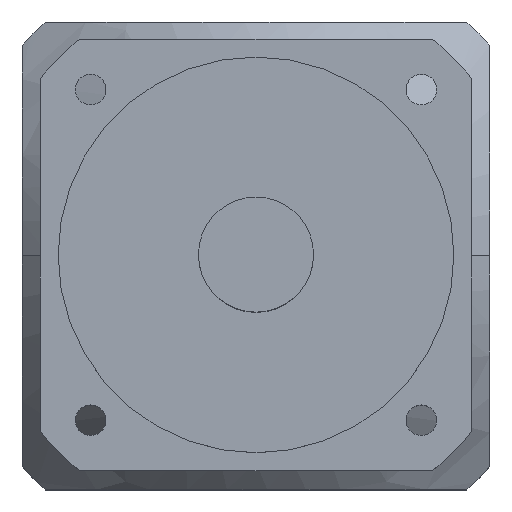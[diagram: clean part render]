
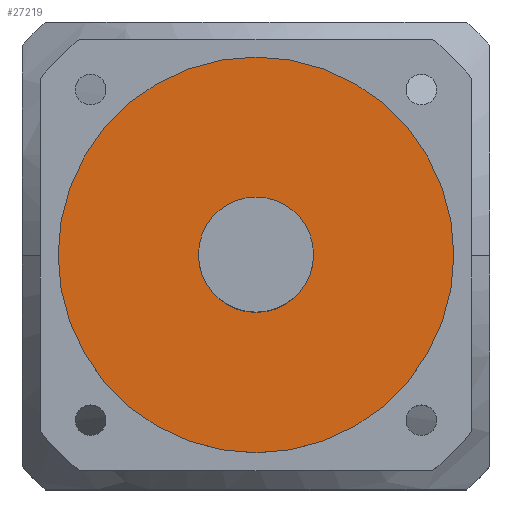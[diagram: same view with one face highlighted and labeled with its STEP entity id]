
A CAD part, top view. The second image highlights one B-rep face of the part: STEP entity #27219.
In plain terms, the highlighted planar face has unit normal (0, 0, 1).
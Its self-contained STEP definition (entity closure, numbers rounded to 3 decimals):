
#1425 = DIRECTION ( 'NONE',  ( 1., 0., 0. ) ) ;
#2677 = CIRCLE ( 'NONE', #19404, 55. ) ;
#3339 = DIRECTION ( 'NONE',  ( 0., 0., 1. ) ) ;
#3445 = AXIS2_PLACEMENT_3D ( 'NONE', #8000, #3339, #12786 ) ;
#4461 = DIRECTION ( 'NONE',  ( 0., 0., 1. ) ) ;
#4587 = AXIS2_PLACEMENT_3D ( 'NONE', #13816, #29548, #25333 ) ;
#5203 = EDGE_CURVE ( 'NONE', #28715, #23906, #16843, .T. ) ;
#5897 = ORIENTED_EDGE ( 'NONE', *, *, #5203, .F. ) ;
#5982 = VERTEX_POINT ( 'NONE', #18293 ) ;
#6071 = DIRECTION ( 'NONE',  ( 1., 0., 0. ) ) ;
#7161 = CARTESIAN_POINT ( 'NONE',  ( 0., 0., 199.2 ) ) ;
#7716 = EDGE_LOOP ( 'NONE', ( #5897, #21859 ) ) ;
#8000 = CARTESIAN_POINT ( 'NONE',  ( 0., 0., 199.2 ) ) ;
#8022 = FACE_OUTER_BOUND ( 'NONE', #23518, .T. ) ;
#10414 = PLANE ( 'NONE',  #25710 ) ;
#10437 = EDGE_CURVE ( 'NONE', #14628, #5982, #19230, .T. ) ;
#12669 = CARTESIAN_POINT ( 'NONE',  ( 0., 0., 199.2 ) ) ;
#12786 = DIRECTION ( 'NONE',  ( 1., 0., 0. ) ) ;
#13816 = CARTESIAN_POINT ( 'NONE',  ( 0., 0., 199.2 ) ) ;
#14628 = VERTEX_POINT ( 'NONE', #19983 ) ;
#15033 = CARTESIAN_POINT ( 'NONE',  ( 16., 0., 199.2 ) ) ;
#16843 = CIRCLE ( 'NONE', #21619, 16. ) ;
#17975 = CIRCLE ( 'NONE', #4587, 16. ) ;
#18293 = CARTESIAN_POINT ( 'NONE',  ( -55., 0., 199.2 ) ) ;
#19230 = CIRCLE ( 'NONE', #3445, 55. ) ;
#19397 = CARTESIAN_POINT ( 'NONE',  ( 0., 0., 199.2 ) ) ;
#19404 = AXIS2_PLACEMENT_3D ( 'NONE', #12669, #21816, #1425 ) ;
#19849 = FACE_BOUND ( 'NONE', #7716, .T. ) ;
#19983 = CARTESIAN_POINT ( 'NONE',  ( 55., 0., 199.2 ) ) ;
#21619 = AXIS2_PLACEMENT_3D ( 'NONE', #7161, #4461, #25271 ) ;
#21816 = DIRECTION ( 'NONE',  ( 0., 0., 1. ) ) ;
#21859 = ORIENTED_EDGE ( 'NONE', *, *, #23122, .F. ) ;
#22266 = ORIENTED_EDGE ( 'NONE', *, *, #10437, .T. ) ;
#22444 = EDGE_CURVE ( 'NONE', #5982, #14628, #2677, .T. ) ;
#23122 = EDGE_CURVE ( 'NONE', #23906, #28715, #17975, .T. ) ;
#23518 = EDGE_LOOP ( 'NONE', ( #28966, #22266 ) ) ;
#23906 = VERTEX_POINT ( 'NONE', #15033 ) ;
#25066 = CARTESIAN_POINT ( 'NONE',  ( -16., 0., 199.2 ) ) ;
#25271 = DIRECTION ( 'NONE',  ( 1., 0., 0. ) ) ;
#25333 = DIRECTION ( 'NONE',  ( 1., 0., 0. ) ) ;
#25710 = AXIS2_PLACEMENT_3D ( 'NONE', #19397, #26418, #6071 ) ;
#26418 = DIRECTION ( 'NONE',  ( 0., 0., 1. ) ) ;
#27219 = ADVANCED_FACE ( 'NONE', ( #19849, #8022 ), #10414, .T. ) ;
#28715 = VERTEX_POINT ( 'NONE', #25066 ) ;
#28966 = ORIENTED_EDGE ( 'NONE', *, *, #22444, .T. ) ;
#29548 = DIRECTION ( 'NONE',  ( 0., 0., 1. ) ) ;
